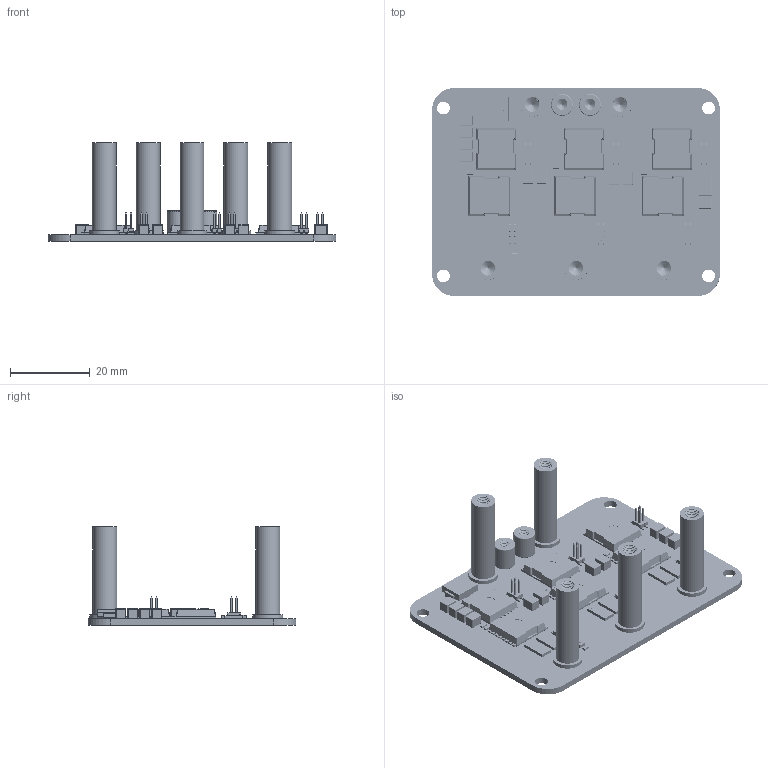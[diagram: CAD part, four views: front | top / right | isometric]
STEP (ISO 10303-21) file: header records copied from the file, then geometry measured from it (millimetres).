
FILE_DESCRIPTION(('Open CASCADE Model'),'2;1');
FILE_NAME('Open CASCADE Shape Model','2025-01-26T18:00:45',('Author'),( 'Open CASCADE'),'Open CASCADE STEP processor 7.5','Open CASCADE 7.5' ,'Unknown');
FILE_SCHEMA(('AUTOMOTIVE_DESIGN { 1 0 10303 214 1 1 1 1 }'));
Length unit declared in the file: millimetre
Products named in the file (76): PCB; Board; Open CASCADE STEP translator 7.5 3.1.1; J6; RR61-U1-HDR-SMD_4P-P1.27-V-M-R2-C2-LS5.3; J5; TP11; M3x6mm; TP4; J1; J3; D1; 6659958288; C9; CAPC1608X90; Q5; 6359789392; Infineon_STP_PG_HSOF_8_2_P_v01_00_EN007; Infineon_STP_PG_HSOF_8_2_P_v01_00_EN008; Infineon_STP_PG_HSOF_8_2_P_v01_00_EN010_(Mirror_#3)001; Infineon_STP_PG_HSOF_8_2_P_v01_00_EN011_(Mirror_#2)001; Infineon_STP_PG_HSOF_8_2_P_v01_00_EN009_(Mirror_#1)002; Infineon_STP_PG_HSOF_8_2_P_v01_00_EN; Fusion001; Q4; Q3; 6359790592; Q2; Q6; Q1; C7; C3225X7R2A106K250AC; C2; C1; C8; C6; C5; C4; C3; R7 ...
Assembly tree (111 placements, depth 4):
  PCB
    Board
      Open CASCADE STEP translator 7.5 3.1.1
    J6
      RR61-U1-HDR-SMD_4P-P1.27-V-M-R2-C2-LS5.3
    J5
      RR61-U1-HDR-SMD_4P-P1.27-V-M-R2-C2-LS5.3
    TP11
      M3x6mm
    TP4
      M3x6mm
    J1
      RR61-U1-HDR-SMD_4P-P1.27-V-M-R2-C2-LS5.3
    J3
      RR61-U1-HDR-SMD_4P-P1.27-V-M-R2-C2-LS5.3
    D1
      6659958288
    C9
      CAPC1608X90
    Q5
      6359789392
        Infineon_STP_PG_HSOF_8_2_P_v01_00_EN007
        Infineon_STP_PG_HSOF_8_2_P_v01_00_EN008
        Infineon_STP_PG_HSOF_8_2_P_v01_00_EN010_(Mirror_#3)001
        Infineon_STP_PG_HSOF_8_2_P_v01_00_EN011_(Mirror_#2)001
        Infineon_STP_PG_HSOF_8_2_P_v01_00_EN009_(Mirror_#1)002
        Infineon_STP_PG_HSOF_8_2_P_v01_00_EN
        Fusion001
    Q4
      6359789392
        Infineon_STP_PG_HSOF_8_2_P_v01_00_EN007
        Infineon_STP_PG_HSOF_8_2_P_v01_00_EN008
        Infineon_STP_PG_HSOF_8_2_P_v01_00_EN010_(Mirror_#3)001
        Infineon_STP_PG_HSOF_8_2_P_v01_00_EN011_(Mirror_#2)001
        Infineon_STP_PG_HSOF_8_2_P_v01_00_EN009_(Mirror_#1)002
        Infineon_STP_PG_HSOF_8_2_P_v01_00_EN
        Fusion001
    Q3
      6359790592
        Infineon_STP_PG_HSOF_8_2_P_v01_00_EN007
        Infineon_STP_PG_HSOF_8_2_P_v01_00_EN008
        Infineon_STP_PG_HSOF_8_2_P_v01_00_EN010_(Mirror_#3)001
        Infineon_STP_PG_HSOF_8_2_P_v01_00_EN011_(Mirror_#2)001
        Infineon_STP_PG_HSOF_8_2_P_v01_00_EN009_(Mirror_#1)002
        Infineon_STP_PG_HSOF_8_2_P_v01_00_EN
        Fusion001
    Q2
      6359790592
        Infineon_STP_PG_HSOF_8_2_P_v01_00_EN007
        Infineon_STP_PG_HSOF_8_2_P_v01_00_EN008
        Infineon_STP_PG_HSOF_8_2_P_v01_00_EN010_(Mirror_#3)001
        Infineon_STP_PG_HSOF_8_2_P_v01_00_EN011_(Mirror_#2)001
        Infineon_STP_PG_HSOF_8_2_P_v01_00_EN009_(Mirror_#1)002
        Infineon_STP_PG_HSOF_8_2_P_v01_00_EN
        Fusion001
    Q6
      6359789392
        Infineon_STP_PG_HSOF_8_2_P_v01_00_EN007
        Infineon_STP_PG_HSOF_8_2_P_v01_00_EN008
        Infineon_STP_PG_HSOF_8_2_P_v01_00_EN010_(Mirror_#3)001
Bounding box: 72 x 52 x 24.64 mm (x, y, z)
Volume: 10309.1 mm3; surface area: 18195.4 mm2
Topology: 173 solids, 173 shells, 4276 faces, 10755 edges, 6752 vertices
Faces by surface type: plane 2805, cylinder 1188, sphere 160, bspline 110, cone 7, torus 6
Full cylindrical faces by diameter (mm): 1.2 x5, 2.529 x6, 3.086 x2, 3.2 x4, 3.529 x100, 4 x4, 4.086 x55, 5.5 x2, 6 x5, 7.5 x5
Entity records: 44001 total; most frequent: CARTESIAN_POINT 12400, ORIENTED_EDGE 5160, DIRECTION 4759, EDGE_CURVE 2580, LINE 2015, VECTOR 2015, VERTEX_POINT 1674, AXIS2_PLACEMENT_3D 1372
